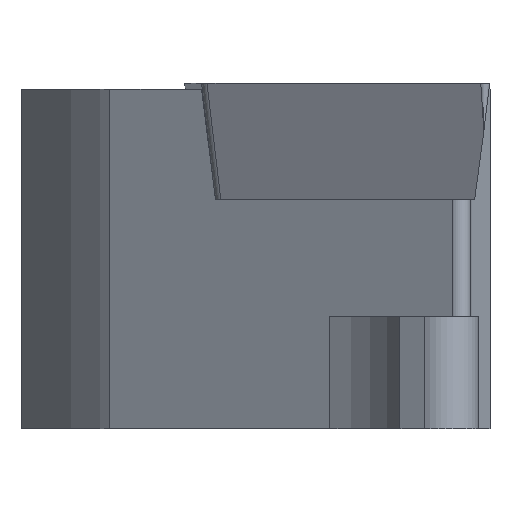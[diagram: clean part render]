
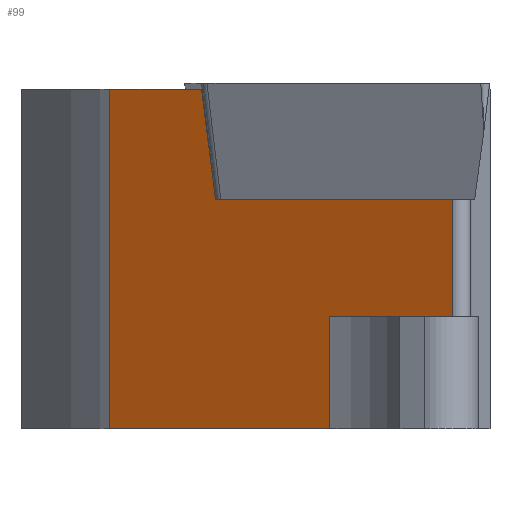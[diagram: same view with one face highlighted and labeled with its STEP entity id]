
A CAD part, left-side view. The second image highlights one B-rep face of the part: STEP entity #99.
In plain terms, the highlighted planar face has unit normal (-0.848, 0.53, 0).
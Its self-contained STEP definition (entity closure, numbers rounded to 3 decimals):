
#99=ADVANCED_FACE('',(#153),#131,.F.);
#131=PLANE('',#656);
#153=FACE_OUTER_BOUND('',#185,.T.);
#185=EDGE_LOOP('',(#236,#237,#238,#239,#240,#241,#242,#243));
#236=ORIENTED_EDGE('',*,*,#458,.F.);
#237=ORIENTED_EDGE('',*,*,#459,.T.);
#238=ORIENTED_EDGE('',*,*,#460,.T.);
#239=ORIENTED_EDGE('',*,*,#455,.F.);
#240=ORIENTED_EDGE('',*,*,#461,.F.);
#241=ORIENTED_EDGE('',*,*,#462,.F.);
#242=ORIENTED_EDGE('',*,*,#453,.F.);
#243=ORIENTED_EDGE('',*,*,#463,.T.);
#396=VERTEX_POINT('',#908);
#397=VERTEX_POINT('',#910);
#398=VERTEX_POINT('',#914);
#399=VERTEX_POINT('',#915);
#400=VERTEX_POINT('',#920);
#401=VERTEX_POINT('',#921);
#402=VERTEX_POINT('',#923);
#403=VERTEX_POINT('',#926);
#453=EDGE_CURVE('',#396,#397,#535,.T.);
#455=EDGE_CURVE('',#398,#399,#537,.T.);
#458=EDGE_CURVE('',#400,#401,#538,.T.);
#459=EDGE_CURVE('',#400,#402,#539,.T.);
#460=EDGE_CURVE('',#402,#399,#540,.T.);
#461=EDGE_CURVE('',#403,#398,#541,.T.);
#462=EDGE_CURVE('',#397,#403,#542,.T.);
#463=EDGE_CURVE('',#396,#401,#543,.T.);
#535=LINE('',#909,#597);
#537=LINE('',#913,#599);
#538=LINE('',#919,#600);
#539=LINE('',#922,#601);
#540=LINE('',#924,#602);
#541=LINE('',#925,#603);
#542=LINE('',#927,#604);
#543=LINE('',#928,#605);
#597=VECTOR('',#724,1.);
#599=VECTOR('',#728,1.);
#600=VECTOR('',#735,1.);
#601=VECTOR('',#736,1.);
#602=VECTOR('',#737,1.);
#603=VECTOR('',#738,1.);
#604=VECTOR('',#739,1.);
#605=VECTOR('',#740,1.);
#656=AXIS2_PLACEMENT_3D('',#929,#741,#742);
#724=DIRECTION('',(-0.53,-0.848,0.));
#728=DIRECTION('',(0.,0.,-1.));
#735=DIRECTION('',(0.53,0.848,0.));
#736=DIRECTION('',(0.,0.,1.));
#737=DIRECTION('',(-0.53,-0.848,0.));
#738=DIRECTION('',(-0.53,-0.848,0.));
#739=DIRECTION('',(-0.079,-0.126,-0.989));
#740=DIRECTION('',(0.,0.,-1.));
#741=DIRECTION('',(0.848,-0.53,0.));
#742=DIRECTION('',(0.53,0.848,0.));
#908=CARTESIAN_POINT('',(8.638,13.,-0.2));
#909=CARTESIAN_POINT('',(1.319,1.288,-0.2));
#910=CARTESIAN_POINT('',(6.678,9.863,-0.2));
#913=CARTESIAN_POINT('',(1.319,1.288,-20.));
#914=CARTESIAN_POINT('',(1.319,1.288,-3.97));
#915=CARTESIAN_POINT('',(1.319,1.288,-7.97));
#919=CARTESIAN_POINT('',(1.319,1.288,-11.8));
#920=CARTESIAN_POINT('',(3.936,5.476,-11.8));
#921=CARTESIAN_POINT('',(8.638,13.,-11.8));
#922=CARTESIAN_POINT('',(3.936,5.476,-81.487));
#923=CARTESIAN_POINT('',(3.936,5.476,-7.97));
#924=CARTESIAN_POINT('',(1.319,1.288,-7.97));
#925=CARTESIAN_POINT('',(1.319,1.288,-3.97));
#926=CARTESIAN_POINT('',(6.379,9.384,-3.97));
#927=CARTESIAN_POINT('',(5.022,7.213,-21.047));
#928=CARTESIAN_POINT('',(8.638,13.,-20.));
#929=CARTESIAN_POINT('',(1.319,1.288,-20.));
